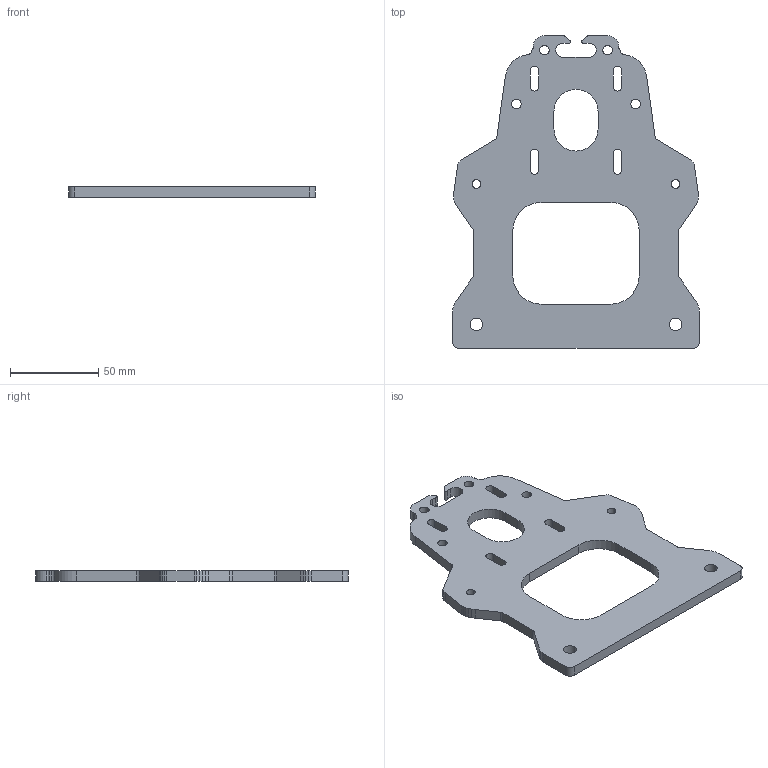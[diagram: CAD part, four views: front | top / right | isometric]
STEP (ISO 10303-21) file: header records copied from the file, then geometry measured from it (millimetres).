
FILE_DESCRIPTION (( 'STEP AP214' ), '1' );
FILE_NAME ('X-Plate-Back.STEP', '2024-09-12T14:12:34', ( '' ), ( '' ), 'SwSTEP 2.0', 'SolidWorks 2020', '' );
FILE_SCHEMA (( 'AUTOMOTIVE_DESIGN' ));
Length unit declared in the file: millimetre
Products named in the file (1): X-Plate-Back
Bounding box: 140 x 177.4 x 6 mm (x, y, z)
Volume: 85595.7 mm3; surface area: 36018.9 mm2
Topology: 1 solids, 1 shells, 121 faces, 357 edges, 238 vertices
Faces by surface type: plane 66, cylinder 55
Entity records: 4151 total; most frequent: CARTESIAN_POINT 717, ORIENTED_EDGE 714, DIRECTION 711, EDGE_CURVE 357, VECTOR 247, LINE 247, VERTEX_POINT 238, AXIS2_PLACEMENT_3D 232
